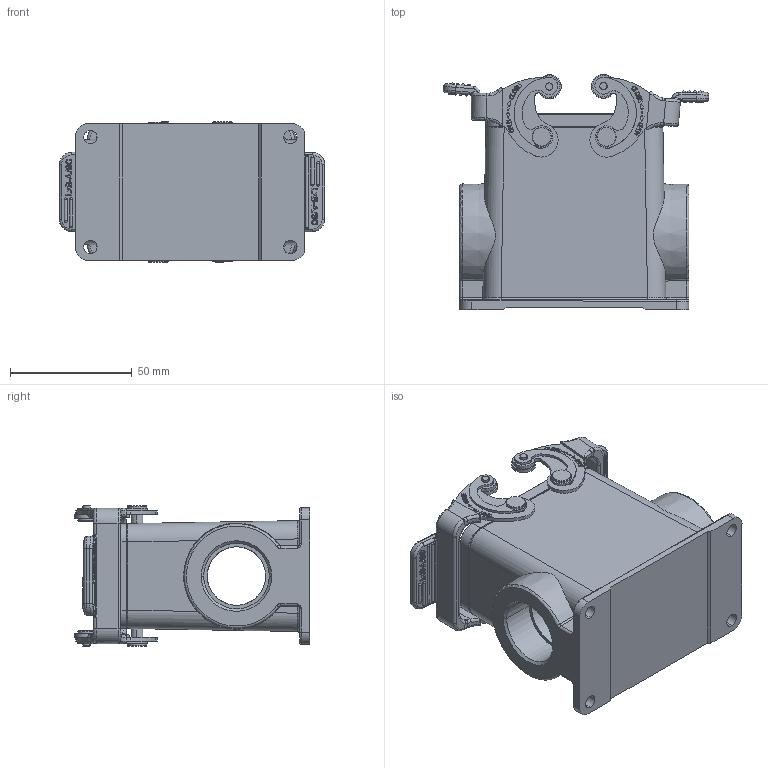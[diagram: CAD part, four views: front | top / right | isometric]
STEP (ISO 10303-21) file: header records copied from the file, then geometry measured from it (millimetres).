
FILE_DESCRIPTION(/* description */ (''),/* implementation_level */ '2;1');
FILE_NAME(/* name */ '3D_1240102415031_HV10B-SFH-2L_SC-2PG21_V1.1_stp.stp',/* time_stamp */ '2023-12-01T09:22:23+08:00',/* author */ (''),/* organization */ (''),/* preprocessor_version */ 'ST-DEVELOPER v18.1',/* originating_system */ 'SIEMENS PLM Software NX 1980',/* authorisation */ '');
FILE_SCHEMA (('AUTOMOTIVE_DESIGN { 1 0 10303 214 3 1 1 1 }'));
Products named in the file (1): 145921109AF5yror
Bounding box: 108.78 x 96.51 x 57.45 mm (x, y, z)
Volume: 146478.5 mm3; surface area: 60668.2 mm2
Topology: 1 solids, 7 shells, 1455 faces, 3961 edges, 2627 vertices
Faces by surface type: plane 685, cylinder 457, torus 100, extrusion 79, cone 54, bspline 46, sphere 32, revolution 2
Full cylindrical faces by diameter (mm): 24 x1, 26.9 x1
Entity records: 58801 total; most frequent: CARTESIAN_POINT 15404, ORIENTED_EDGE 7824, DIRECTION 6777, EDGE_CURVE 3920, VERTEX_POINT 2625, AXIS2_PLACEMENT_3D 2431, VECTOR 1913, LINE 1834
